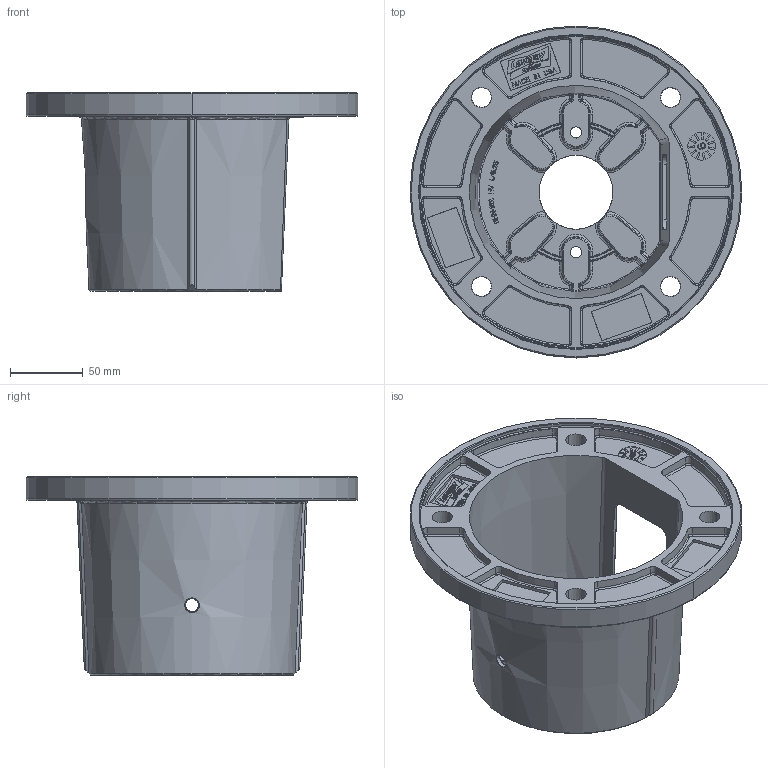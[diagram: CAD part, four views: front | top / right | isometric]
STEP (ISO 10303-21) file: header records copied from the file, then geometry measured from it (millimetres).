
FILE_DESCRIPTION((''),'2;1');
FILE_NAME('84527105107_ASM','2013-04-26T',('ppetruska'),(''),'PRO/ENGINEER BY PARAMETRIC TECHNOLOGY CORPORATION, 2012480','PRO/ENGINEER BY PARAMETRIC TECHNOLOGY CORPORATION, 2012480','');
FILE_SCHEMA(('CONFIG_CONTROL_DESIGN'));
Length unit declared in the file: inch
Products named in the file (3): 84527105823_AF2; 84527105829_AF1_ASM; 84527105107_ASM
Assembly tree (2 placements, depth 3):
  84527105107_ASM
    84527105829_AF1_ASM
      84527105823_AF2
Bounding box: 228.6 x 228.6 x 136.59 mm (x, y, z)
Volume: 521615.4 mm3; surface area: 208453.3 mm2
Topology: 1 solids, 1 shells, 1369 faces, 3548 edges, 2254 vertices
Faces by surface type: plane 822, bspline 149, torus 138, cylinder 128, cone 105, extrusion 27
Entity records: 50789 total; most frequent: CARTESIAN_POINT 18018, ORIENTED_EDGE 7096, DIRECTION 6305, EDGE_CURVE 3548, VECTOR 2467, LINE 2440, VERTEX_POINT 2254, AXIS2_PLACEMENT_3D 1919
